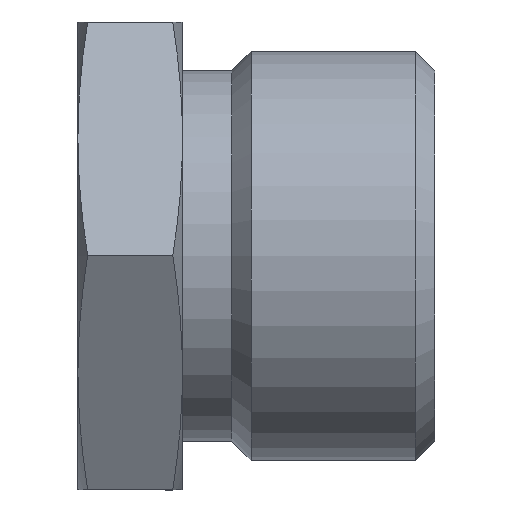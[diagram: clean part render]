
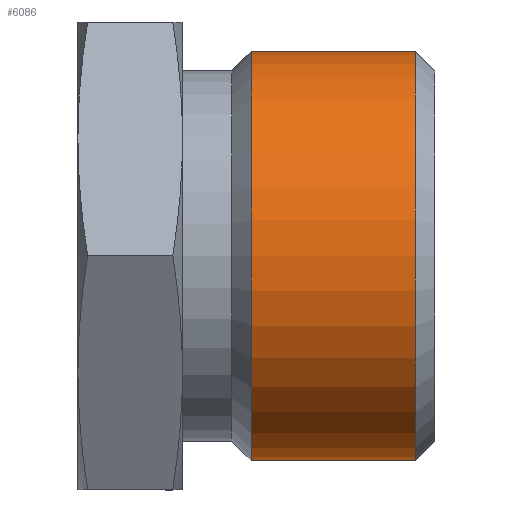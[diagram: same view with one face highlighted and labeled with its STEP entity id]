
A CAD part, top view. The second image highlights one B-rep face of the part: STEP entity #6086.
In plain terms, the highlighted cylindrical face has radius 16.625 mm (diameter 33.249 mm), a partial arc.
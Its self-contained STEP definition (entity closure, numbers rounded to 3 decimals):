
#105 = DIRECTION ( 'NONE',  ( 0., -1., 0. ) ) ;
#156 = DIRECTION ( 'NONE',  ( 1., 0., 0. ) ) ;
#240 = CARTESIAN_POINT ( 'NONE',  ( 27.426, 0., 0. ) ) ;
#303 = AXIS2_PLACEMENT_3D ( 'NONE', #12245, #3192, #10309 ) ;
#524 = CYLINDRICAL_SURFACE ( 'NONE', #5633, 16.625 ) ;
#650 = LINE ( 'NONE', #1305, #2404 ) ;
#1240 = DIRECTION ( 'NONE',  ( 0., -1., 0. ) ) ;
#1261 = DIRECTION ( 'NONE',  ( 1., 0., 0. ) ) ;
#1305 = CARTESIAN_POINT ( 'NONE',  ( 8.5, -16.625, 0. ) ) ;
#1311 = VECTOR ( 'NONE', #11959, 1000. ) ;
#2404 = VECTOR ( 'NONE', #1261, 1000. ) ;
#3034 = CIRCLE ( 'NONE', #303, 16.625 ) ;
#3192 = DIRECTION ( 'NONE',  ( -1., 0., 0. ) ) ;
#3964 = VERTEX_POINT ( 'NONE', #10606 ) ;
#4182 = LINE ( 'NONE', #11010, #1311 ) ;
#4254 = ORIENTED_EDGE ( 'NONE', *, *, #9054, .F. ) ;
#5633 = AXIS2_PLACEMENT_3D ( 'NONE', #7471, #12520, #1240 ) ;
#6086 = ADVANCED_FACE ( 'NONE', ( #9613 ), #524, .T. ) ;
#6266 = CIRCLE ( 'NONE', #6622, 16.625 ) ;
#6622 = AXIS2_PLACEMENT_3D ( 'NONE', #240, #156, #105 ) ;
#7471 = CARTESIAN_POINT ( 'NONE',  ( 8.5, 0., 0. ) ) ;
#7524 = CARTESIAN_POINT ( 'NONE',  ( 14.075, 16.625, 0. ) ) ;
#8220 = EDGE_CURVE ( 'NONE', #12439, #3964, #650, .T. ) ;
#8280 = ORIENTED_EDGE ( 'NONE', *, *, #8220, .T. ) ;
#9054 = EDGE_CURVE ( 'NONE', #12439, #10807, #3034, .T. ) ;
#9329 = CARTESIAN_POINT ( 'NONE',  ( 27.426, 16.624, 0. ) ) ;
#9349 = EDGE_LOOP ( 'NONE', ( #10717, #4254, #8280, #12901 ) ) ;
#9613 = FACE_OUTER_BOUND ( 'NONE', #9349, .T. ) ;
#9703 = VERTEX_POINT ( 'NONE', #9329 ) ;
#10309 = DIRECTION ( 'NONE',  ( 0., -1., 0. ) ) ;
#10542 = CARTESIAN_POINT ( 'NONE',  ( 14.074, -16.625, 0. ) ) ;
#10606 = CARTESIAN_POINT ( 'NONE',  ( 27.425, -16.625, 0. ) ) ;
#10717 = ORIENTED_EDGE ( 'NONE', *, *, #13107, .F. ) ;
#10807 = VERTEX_POINT ( 'NONE', #7524 ) ;
#11010 = CARTESIAN_POINT ( 'NONE',  ( 8.5, 16.624, 0. ) ) ;
#11959 = DIRECTION ( 'NONE',  ( 1., 0., 0. ) ) ;
#12245 = CARTESIAN_POINT ( 'NONE',  ( 14.075, 0., 0. ) ) ;
#12439 = VERTEX_POINT ( 'NONE', #10542 ) ;
#12520 = DIRECTION ( 'NONE',  ( 1., 0., 0. ) ) ;
#12736 = EDGE_CURVE ( 'NONE', #9703, #3964, #6266, .T. ) ;
#12901 = ORIENTED_EDGE ( 'NONE', *, *, #12736, .F. ) ;
#13107 = EDGE_CURVE ( 'NONE', #10807, #9703, #4182, .T. ) ;
